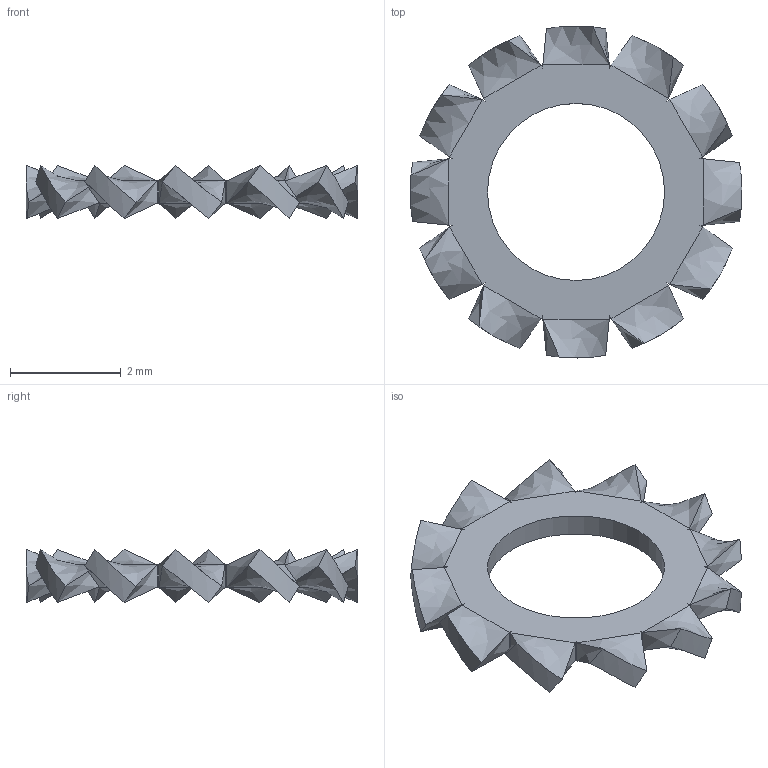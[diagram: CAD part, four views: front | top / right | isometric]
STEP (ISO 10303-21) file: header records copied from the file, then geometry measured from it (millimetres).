
FILE_DESCRIPTION(/* description */ (''),/* implementation_level */ '2;1');
FILE_NAME(/* name */ 'm3 star washer.step',/* time_stamp */ '2018-07-18T15:56:55+02:00',/* author */ ('boelle'),/* organization */ (''),/* preprocessor_version */ 'ST-DEVELOPER v17',/* originating_system */ 'Autodesk Translation Framework v7.1.0.215',/* authorisation */ '');
FILE_SCHEMA (('AUTOMOTIVE_DESIGN { 1 0 10303 214 3 1 1 }'));
Length unit declared in the file: millimetre
Products named in the file (1): m3 star washer
Bounding box: 6 x 6 x 0.96 mm (x, y, z)
Volume: 6.9 mm3; surface area: 52.1 mm2
Topology: 1 solids, 1 shells, 87 faces, 233 edges, 148 vertices
Faces by surface type: bspline 48, plane 26, cylinder 13
Full cylindrical faces by diameter (mm): 3.2 x1
Entity records: 3375 total; most frequent: CARTESIAN_POINT 1405, ORIENTED_EDGE 466, DIRECTION 269, EDGE_CURVE 233, LINE 181, VECTOR 181, VERTEX_POINT 148, EDGE_LOOP 89
